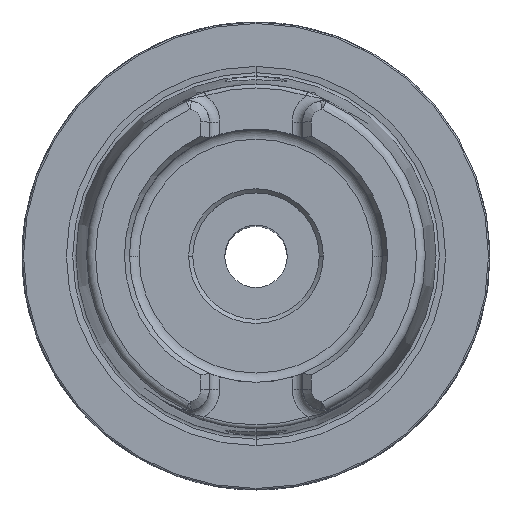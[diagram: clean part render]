
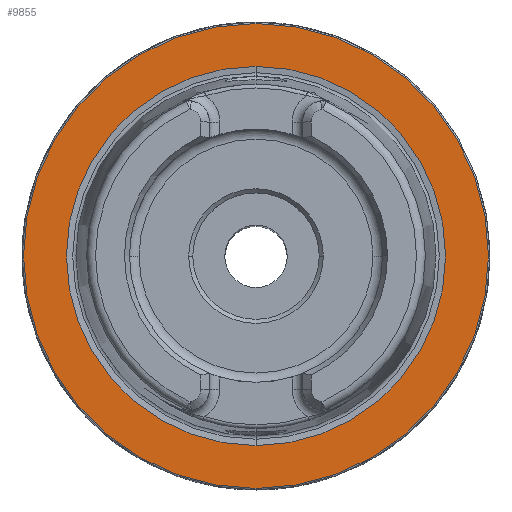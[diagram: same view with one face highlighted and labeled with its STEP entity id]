
A CAD part, top view. The second image highlights one B-rep face of the part: STEP entity #9855.
In plain terms, the highlighted planar face has unit normal (0, 0, 1).
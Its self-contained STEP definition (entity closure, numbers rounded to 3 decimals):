
#74 = PLANE ( 'NONE',  #3345 ) ;
#110 = DIRECTION ( 'NONE',  ( 0., -1., 0. ) ) ;
#386 = DIRECTION ( 'NONE',  ( 0., 0., 1. ) ) ;
#744 = DIRECTION ( 'NONE',  ( 0., -1., 0. ) ) ;
#763 = EDGE_CURVE ( 'NONE', #3291, #6113, #3173, .T. ) ;
#785 = CIRCLE ( 'NONE', #11012, 31.27 ) ;
#1288 = AXIS2_PLACEMENT_3D ( 'NONE', #3161, #2866, #744 ) ;
#1854 = VERTEX_POINT ( 'NONE', #3699 ) ;
#2631 = EDGE_LOOP ( 'NONE', ( #9652, #9156 ) ) ;
#2822 = CARTESIAN_POINT ( 'NONE',  ( 0., 0., 0. ) ) ;
#2866 = DIRECTION ( 'NONE',  ( 0., 0., 1. ) ) ;
#3161 = CARTESIAN_POINT ( 'NONE',  ( 0., 0., 0. ) ) ;
#3173 = CIRCLE ( 'NONE', #1288, 31.27 ) ;
#3291 = VERTEX_POINT ( 'NONE', #6281 ) ;
#3345 = AXIS2_PLACEMENT_3D ( 'NONE', #10440, #5372, #110 ) ;
#3699 = CARTESIAN_POINT ( 'NONE',  ( 0., 25.5, 0. ) ) ;
#3701 = DIRECTION ( 'NONE',  ( 0., 1., 0. ) ) ;
#4321 = CIRCLE ( 'NONE', #7421, 25.5 ) ;
#4384 = DIRECTION ( 'NONE',  ( 0., 0., -1. ) ) ;
#5352 = VERTEX_POINT ( 'NONE', #7427 ) ;
#5372 = DIRECTION ( 'NONE',  ( 0., 0., 1. ) ) ;
#5468 = EDGE_CURVE ( 'NONE', #5352, #1854, #4321, .T. ) ;
#5617 = CARTESIAN_POINT ( 'NONE',  ( 0., 0., 0. ) ) ;
#6079 = FACE_OUTER_BOUND ( 'NONE', #2631, .T. ) ;
#6113 = VERTEX_POINT ( 'NONE', #7092 ) ;
#6281 = CARTESIAN_POINT ( 'NONE',  ( 0., 31.27, 0. ) ) ;
#6355 = FACE_BOUND ( 'NONE', #6673, .T. ) ;
#6473 = DIRECTION ( 'NONE',  ( 0., -1., 0. ) ) ;
#6673 = EDGE_LOOP ( 'NONE', ( #10243, #7390 ) ) ;
#7092 = CARTESIAN_POINT ( 'NONE',  ( 0., -31.27, 0. ) ) ;
#7390 = ORIENTED_EDGE ( 'NONE', *, *, #10425, .T. ) ;
#7421 = AXIS2_PLACEMENT_3D ( 'NONE', #9474, #4384, #10307 ) ;
#7427 = CARTESIAN_POINT ( 'NONE',  ( 0., -25.5, 0. ) ) ;
#7502 = AXIS2_PLACEMENT_3D ( 'NONE', #2822, #8815, #3701 ) ;
#8657 = EDGE_CURVE ( 'NONE', #6113, #3291, #785, .T. ) ;
#8815 = DIRECTION ( 'NONE',  ( 0., 0., -1. ) ) ;
#9156 = ORIENTED_EDGE ( 'NONE', *, *, #763, .T. ) ;
#9409 = CIRCLE ( 'NONE', #7502, 25.5 ) ;
#9474 = CARTESIAN_POINT ( 'NONE',  ( 0., 0., 0. ) ) ;
#9652 = ORIENTED_EDGE ( 'NONE', *, *, #8657, .T. ) ;
#9855 = ADVANCED_FACE ( 'NONE', ( #6079, #6355 ), #74, .T. ) ;
#10243 = ORIENTED_EDGE ( 'NONE', *, *, #5468, .T. ) ;
#10307 = DIRECTION ( 'NONE',  ( 0., 1., 0. ) ) ;
#10425 = EDGE_CURVE ( 'NONE', #1854, #5352, #9409, .T. ) ;
#10440 = CARTESIAN_POINT ( 'NONE',  ( 0., 31.47, 0. ) ) ;
#11012 = AXIS2_PLACEMENT_3D ( 'NONE', #5617, #386, #6473 ) ;
